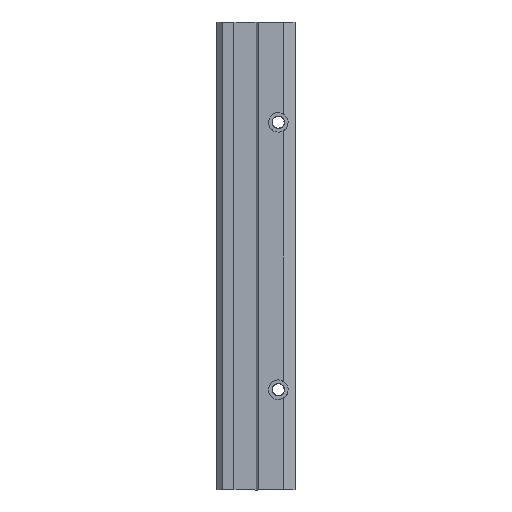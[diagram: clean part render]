
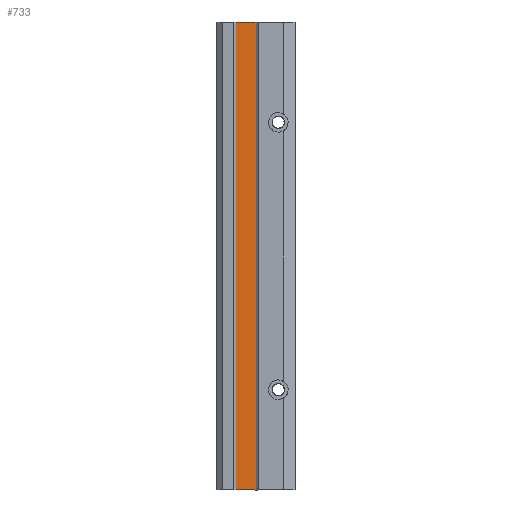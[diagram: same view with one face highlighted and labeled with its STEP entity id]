
A CAD part, left-side view. The second image highlights one B-rep face of the part: STEP entity #733.
In plain terms, the highlighted free-form (B-spline) face has degree [1, 1] with [2, 2] control points.
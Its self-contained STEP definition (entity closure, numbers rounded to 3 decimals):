
#20 = CARTESIAN_POINT ( 'NONE',  ( -12., 17.5, 0. ) ) ;
#27 = B_SPLINE_CURVE_WITH_KNOTS ( 'NONE', 1,
 ( #3305, #2965 ),
 .UNSPECIFIED., .F., .F.,
 ( 2, 2 ),
 ( 0., 1. ),
 .UNSPECIFIED. ) ;
#369 = ORIENTED_EDGE ( 'NONE', *, *, #1673, .F. ) ;
#522 = B_SPLINE_CURVE_WITH_KNOTS ( 'NONE', 1,
 ( #3893, #1381 ),
 .UNSPECIFIED., .F., .F.,
 ( 2, 2 ),
 ( 0., 1. ),
 .UNSPECIFIED. ) ;
#601 = FACE_OUTER_BOUND ( 'NONE', #3395, .T. ) ;
#733 = ADVANCED_FACE ( 'NONE', ( #601 ), #4089, .T. ) ;
#789 = CARTESIAN_POINT ( 'NONE',  ( -12., 26.5, 0. ) ) ;
#877 = CARTESIAN_POINT ( 'NONE',  ( -12., 26.5, -210. ) ) ;
#986 = EDGE_CURVE ( 'NONE', #2920, #3134, #522, .T. ) ;
#1381 = CARTESIAN_POINT ( 'NONE',  ( -12., 17.5, -210. ) ) ;
#1584 = CARTESIAN_POINT ( 'NONE',  ( -12., 26.5, 0. ) ) ;
#1673 = EDGE_CURVE ( 'NONE', #2037, #3737, #1692, .T. ) ;
#1692 = B_SPLINE_CURVE_WITH_KNOTS ( 'NONE', 1,
 ( #3895, #1996 ),
 .UNSPECIFIED., .F., .F.,
 ( 2, 2 ),
 ( 0., 1. ),
 .UNSPECIFIED. ) ;
#1996 = CARTESIAN_POINT ( 'NONE',  ( -12., 17.5, 0. ) ) ;
#2037 = VERTEX_POINT ( 'NONE', #789 ) ;
#2117 = ORIENTED_EDGE ( 'NONE', *, *, #3468, .T. ) ;
#2273 = CARTESIAN_POINT ( 'NONE',  ( -12., 17.5, -210. ) ) ;
#2586 = CARTESIAN_POINT ( 'NONE',  ( -12., 17.5, -210. ) ) ;
#2798 = ORIENTED_EDGE ( 'NONE', *, *, #2981, .T. ) ;
#2831 = B_SPLINE_CURVE_WITH_KNOTS ( 'NONE', 1,
 ( #1584, #3818 ),
 .UNSPECIFIED., .F., .F.,
 ( 2, 2 ),
 ( 0., 1. ),
 .UNSPECIFIED. ) ;
#2920 = VERTEX_POINT ( 'NONE', #877 ) ;
#2965 = CARTESIAN_POINT ( 'NONE',  ( -12., 17.5, 0. ) ) ;
#2981 = EDGE_CURVE ( 'NONE', #2037, #2920, #2831, .T. ) ;
#3087 = ORIENTED_EDGE ( 'NONE', *, *, #986, .T. ) ;
#3134 = VERTEX_POINT ( 'NONE', #2586 ) ;
#3144 = CARTESIAN_POINT ( 'NONE',  ( -12., 17.5, 0. ) ) ;
#3245 = CARTESIAN_POINT ( 'NONE',  ( -12., 26.5, -210. ) ) ;
#3305 = CARTESIAN_POINT ( 'NONE',  ( -12., 17.5, -210. ) ) ;
#3395 = EDGE_LOOP ( 'NONE', ( #369, #2798, #3087, #2117 ) ) ;
#3468 = EDGE_CURVE ( 'NONE', #3134, #3737, #27, .T. ) ;
#3737 = VERTEX_POINT ( 'NONE', #3144 ) ;
#3818 = CARTESIAN_POINT ( 'NONE',  ( -12., 26.5, -210. ) ) ;
#3834 = CARTESIAN_POINT ( 'NONE',  ( -12., 26.5, 0. ) ) ;
#3893 = CARTESIAN_POINT ( 'NONE',  ( -12., 26.5, -210. ) ) ;
#3895 = CARTESIAN_POINT ( 'NONE',  ( -12., 26.5, 0. ) ) ;
#4089 = B_SPLINE_SURFACE_WITH_KNOTS ( 'NONE', 1, 1, ( 
 ( #3245, #3834 ),
 ( #2273, #20 ) ),
 .UNSPECIFIED., .F., .F., .F.,
 ( 2, 2 ),
 ( 2, 2 ),
 ( 0., 1. ),
 ( 0., 1. ),
 .UNSPECIFIED. ) ;
